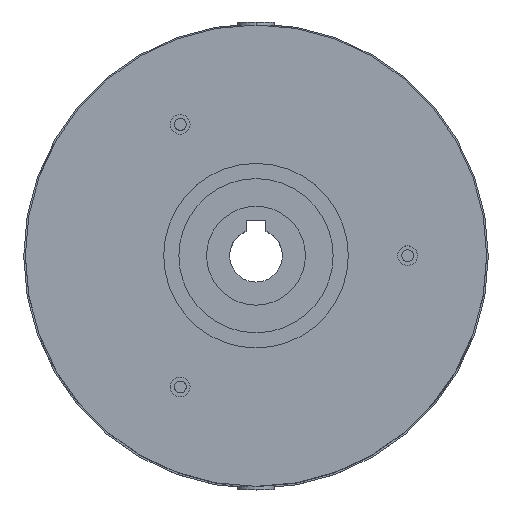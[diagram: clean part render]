
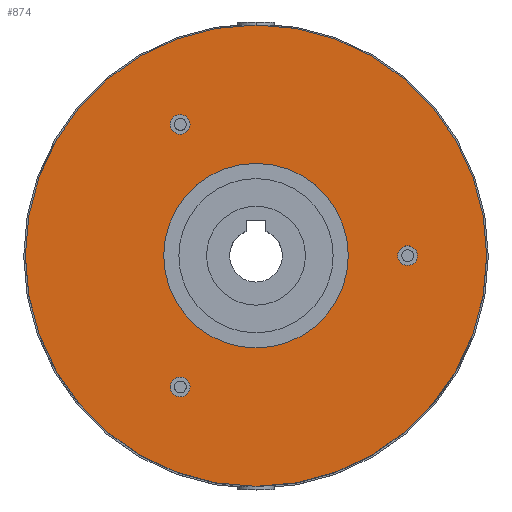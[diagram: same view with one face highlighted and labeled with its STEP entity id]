
A CAD part, top view. The second image highlights one B-rep face of the part: STEP entity #874.
In plain terms, the highlighted planar face has unit normal (0, 0, 1).
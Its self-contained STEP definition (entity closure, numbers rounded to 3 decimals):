
#14 = EDGE_LOOP ( 'NONE', ( #918, #946 ) ) ;
#19 = EDGE_CURVE ( 'NONE', #2144, #2153, #371, .T. ) ;
#368 = DIRECTION ( 'NONE',  ( -1., 0., 0. ) ) ;
#369 = DIRECTION ( 'NONE',  ( 0., 0., -1. ) ) ;
#370 = AXIS2_PLACEMENT_3D ( 'NONE', #375, #369, #368 ) ;
#371 = CIRCLE ( 'NONE', #370, 14. ) ;
#375 = CARTESIAN_POINT ( 'NONE',  ( 0., 0., 27. ) ) ;
#843 = EDGE_LOOP ( 'NONE', ( #858, #860 ) ) ;
#850 = ORIENTED_EDGE ( 'NONE', *, *, #851, .F. ) ;
#851 = EDGE_CURVE ( 'NONE', #2070, #1966, #1315, .T. ) ;
#853 = EDGE_LOOP ( 'NONE', ( #922, #854 ) ) ;
#854 = ORIENTED_EDGE ( 'NONE', *, *, #2092, .F. ) ;
#855 = EDGE_LOOP ( 'NONE', ( #850, #898 ) ) ;
#858 = ORIENTED_EDGE ( 'NONE', *, *, #859, .F. ) ;
#859 = EDGE_CURVE ( 'NONE', #2145, #2271, #1122, .T. ) ;
#860 = ORIENTED_EDGE ( 'NONE', *, *, #2254, .F. ) ;
#864 = EDGE_LOOP ( 'NONE', ( #951, #884 ) ) ;
#868 = EDGE_CURVE ( 'NONE', #2093, #2027, #1110, .T. ) ;
#874 = ADVANCED_FACE ( 'NONE', ( #1111, #1091, #1090, #1125, #1124 ), #1123, .F. ) ;
#884 = ORIENTED_EDGE ( 'NONE', *, *, #1854, .F. ) ;
#898 = ORIENTED_EDGE ( 'NONE', *, *, #2069, .F. ) ;
#918 = ORIENTED_EDGE ( 'NONE', *, *, #2292, .T. ) ;
#922 = ORIENTED_EDGE ( 'NONE', *, *, #868, .F. ) ;
#946 = ORIENTED_EDGE ( 'NONE', *, *, #19, .T. ) ;
#951 = ORIENTED_EDGE ( 'NONE', *, *, #2332, .F. ) ;
#1003 = DIRECTION ( 'NONE',  ( 0., 0., 1. ) ) ;
#1006 = DIRECTION ( 'NONE',  ( -0.5, -0.866, 0. ) ) ;
#1055 = CARTESIAN_POINT ( 'NONE',  ( -11.5, -19.919, 27. ) ) ;
#1056 = AXIS2_PLACEMENT_3D ( 'NONE', #1055, #1003, #1006 ) ;
#1090 = FACE_BOUND ( 'NONE', #843, .T. ) ;
#1091 = FACE_BOUND ( 'NONE', #855, .T. ) ;
#1092 = DIRECTION ( 'NONE',  ( -0.5, 0.866, 0. ) ) ;
#1093 = DIRECTION ( 'NONE',  ( 0., 0., 1. ) ) ;
#1095 = DIRECTION ( 'NONE',  ( -1., 0., 0. ) ) ;
#1096 = DIRECTION ( 'NONE',  ( 0., 0., -1. ) ) ;
#1097 = CARTESIAN_POINT ( 'NONE',  ( 0., 0., 27. ) ) ;
#1098 = DIRECTION ( 'NONE',  ( 0., 0., 1. ) ) ;
#1104 = AXIS2_PLACEMENT_3D ( 'NONE', #1097, #1096, #1095 ) ;
#1105 = DIRECTION ( 'NONE',  ( 1., 0., 0. ) ) ;
#1106 = AXIS2_PLACEMENT_3D ( 'NONE', #1118, #1098, #1105 ) ;
#1109 = AXIS2_PLACEMENT_3D ( 'NONE', #1126, #1093, #1092 ) ;
#1110 = CIRCLE ( 'NONE', #1109, 1.5 ) ;
#1111 = FACE_BOUND ( 'NONE', #853, .T. ) ;
#1118 = CARTESIAN_POINT ( 'NONE',  ( 23., 0., 27. ) ) ;
#1122 = CIRCLE ( 'NONE', #1106, 1.5 ) ;
#1123 = PLANE ( 'NONE',  #1104 ) ;
#1124 = FACE_BOUND ( 'NONE', #14, .T. ) ;
#1125 = FACE_OUTER_BOUND ( 'NONE', #864, .T. ) ;
#1126 = CARTESIAN_POINT ( 'NONE',  ( -11.5, 19.919, 27. ) ) ;
#1315 = CIRCLE ( 'NONE', #1056, 1.5 ) ;
#1854 = EDGE_CURVE ( 'NONE', #2335, #2333, #3695, .T. ) ;
#1966 = VERTEX_POINT ( 'NONE', #3942 ) ;
#2027 = VERTEX_POINT ( 'NONE', #3967 ) ;
#2069 = EDGE_CURVE ( 'NONE', #1966, #2070, #4119, .T. ) ;
#2070 = VERTEX_POINT ( 'NONE', #4086 ) ;
#2092 = EDGE_CURVE ( 'NONE', #2027, #2093, #4438, .T. ) ;
#2093 = VERTEX_POINT ( 'NONE', #4435 ) ;
#2144 = VERTEX_POINT ( 'NONE', #4195 ) ;
#2145 = VERTEX_POINT ( 'NONE', #4196 ) ;
#2153 = VERTEX_POINT ( 'NONE', #4186 ) ;
#2254 = EDGE_CURVE ( 'NONE', #2271, #2145, #4546, .T. ) ;
#2271 = VERTEX_POINT ( 'NONE', #4596 ) ;
#2292 = EDGE_CURVE ( 'NONE', #2153, #2144, #4599, .T. ) ;
#2332 = EDGE_CURVE ( 'NONE', #2333, #2335, #2805, .T. ) ;
#2333 = VERTEX_POINT ( 'NONE', #2812 ) ;
#2335 = VERTEX_POINT ( 'NONE', #2495 ) ;
#2495 = CARTESIAN_POINT ( 'NONE',  ( 35., 0., 27. ) ) ;
#2805 = CIRCLE ( 'NONE', #2827, 35. ) ;
#2808 = CARTESIAN_POINT ( 'NONE',  ( 0., 0., 27. ) ) ;
#2812 = CARTESIAN_POINT ( 'NONE',  ( -35., 0., 27. ) ) ;
#2813 = DIRECTION ( 'NONE',  ( -1., 0., 0. ) ) ;
#2814 = DIRECTION ( 'NONE',  ( 0., 0., -1. ) ) ;
#2827 = AXIS2_PLACEMENT_3D ( 'NONE', #2808, #2814, #2813 ) ;
#3645 = DIRECTION ( 'NONE',  ( -1., 0., 0. ) ) ;
#3646 = DIRECTION ( 'NONE',  ( 0., 0., -1. ) ) ;
#3647 = AXIS2_PLACEMENT_3D ( 'NONE', #3669, #3646, #3645 ) ;
#3669 = CARTESIAN_POINT ( 'NONE',  ( 0., 0., 27. ) ) ;
#3695 = CIRCLE ( 'NONE', #3647, 35. ) ;
#3942 = CARTESIAN_POINT ( 'NONE',  ( -13., -19.919, 27. ) ) ;
#3967 = CARTESIAN_POINT ( 'NONE',  ( -13., 19.919, 27. ) ) ;
#4086 = CARTESIAN_POINT ( 'NONE',  ( -10., -19.919, 27. ) ) ;
#4087 = DIRECTION ( 'NONE',  ( -0.5, -0.866, 0. ) ) ;
#4088 = DIRECTION ( 'NONE',  ( 0., 0., 1. ) ) ;
#4089 = AXIS2_PLACEMENT_3D ( 'NONE', #4118, #4088, #4087 ) ;
#4118 = CARTESIAN_POINT ( 'NONE',  ( -11.5, -19.919, 27. ) ) ;
#4119 = CIRCLE ( 'NONE', #4089, 1.5 ) ;
#4186 = CARTESIAN_POINT ( 'NONE',  ( 14., 0., 27. ) ) ;
#4195 = CARTESIAN_POINT ( 'NONE',  ( -14., 0., 27. ) ) ;
#4196 = CARTESIAN_POINT ( 'NONE',  ( 24.5, 0., 27. ) ) ;
#4434 = CARTESIAN_POINT ( 'NONE',  ( -11.5, 19.919, 27. ) ) ;
#4435 = CARTESIAN_POINT ( 'NONE',  ( -10., 19.919, 27. ) ) ;
#4436 = DIRECTION ( 'NONE',  ( 0., 0., 1. ) ) ;
#4437 = AXIS2_PLACEMENT_3D ( 'NONE', #4434, #4436, #4441 ) ;
#4438 = CIRCLE ( 'NONE', #4437, 1.5 ) ;
#4441 = DIRECTION ( 'NONE',  ( -0.5, 0.866, 0. ) ) ;
#4532 = CARTESIAN_POINT ( 'NONE',  ( 23., 0., 27. ) ) ;
#4543 = DIRECTION ( 'NONE',  ( 1., 0., 0. ) ) ;
#4544 = DIRECTION ( 'NONE',  ( 0., 0., 1. ) ) ;
#4545 = AXIS2_PLACEMENT_3D ( 'NONE', #4532, #4544, #4543 ) ;
#4546 = CIRCLE ( 'NONE', #4545, 1.5 ) ;
#4584 = DIRECTION ( 'NONE',  ( -1., 0., 0. ) ) ;
#4585 = DIRECTION ( 'NONE',  ( 0., 0., -1. ) ) ;
#4596 = CARTESIAN_POINT ( 'NONE',  ( 21.5, 0., 27. ) ) ;
#4597 = CARTESIAN_POINT ( 'NONE',  ( 0., 0., 27. ) ) ;
#4598 = AXIS2_PLACEMENT_3D ( 'NONE', #4597, #4585, #4584 ) ;
#4599 = CIRCLE ( 'NONE', #4598, 14. ) ;
